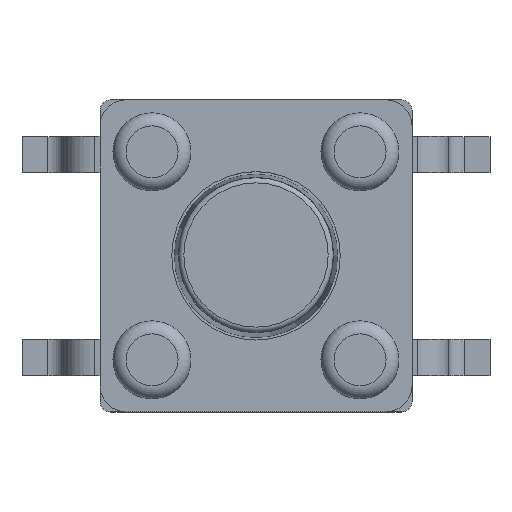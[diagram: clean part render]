
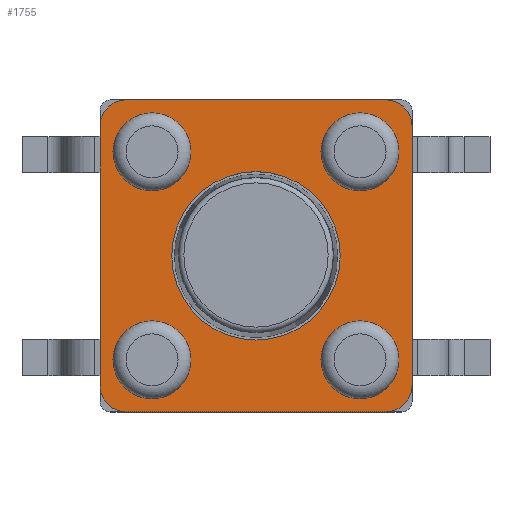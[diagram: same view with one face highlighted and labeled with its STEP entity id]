
A CAD part, top view. The second image highlights one B-rep face of the part: STEP entity #1755.
In plain terms, the highlighted planar face has unit normal (0, 0, 1).
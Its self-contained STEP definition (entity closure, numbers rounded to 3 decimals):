
#35=FACE_BOUND('',#662,.T.);
#36=FACE_BOUND('',#663,.T.);
#37=FACE_BOUND('',#664,.T.);
#38=FACE_BOUND('',#665,.T.);
#39=FACE_BOUND('',#666,.T.);
#130=PLANE('',#1954);
#277=LINE('',#2924,#440);
#283=LINE('',#2954,#446);
#286=LINE('',#2962,#449);
#293=LINE('',#2988,#456);
#440=VECTOR('',#2405,10.);
#446=VECTOR('',#2435,10.);
#449=VECTOR('',#2444,10.);
#456=VECTOR('',#2477,10.);
#554=FACE_OUTER_BOUND('',#661,.T.);
#661=EDGE_LOOP('',(#1641,#1642,#1643,#1644,#1645,#1646,#1647,#1648));
#662=EDGE_LOOP('',(#1649));
#663=EDGE_LOOP('',(#1650));
#664=EDGE_LOOP('',(#1651));
#665=EDGE_LOOP('',(#1652));
#666=EDGE_LOOP('',(#1653));
#732=CIRCLE('',#1923,0.5);
#742=CIRCLE('',#1936,0.5);
#743=CIRCLE('',#1939,0.5);
#744=CIRCLE('',#1942,0.5);
#745=CIRCLE('',#1944,0.75);
#746=CIRCLE('',#1946,0.75);
#747=CIRCLE('',#1948,0.75);
#748=CIRCLE('',#1950,0.75);
#749=CIRCLE('',#1952,1.619);
#890=VERTEX_POINT('',#2911);
#891=VERTEX_POINT('',#2912);
#895=VERTEX_POINT('',#2922);
#906=VERTEX_POINT('',#2948);
#907=VERTEX_POINT('',#2952);
#908=VERTEX_POINT('',#2956);
#909=VERTEX_POINT('',#2960);
#910=VERTEX_POINT('',#2964);
#911=VERTEX_POINT('',#2968);
#912=VERTEX_POINT('',#2972);
#913=VERTEX_POINT('',#2976);
#914=VERTEX_POINT('',#2980);
#915=VERTEX_POINT('',#2984);
#1123=EDGE_CURVE('',#890,#891,#732,.T.);
#1129=EDGE_CURVE('',#890,#895,#277,.T.);
#1141=EDGE_CURVE('',#906,#895,#742,.T.);
#1144=EDGE_CURVE('',#906,#907,#283,.T.);
#1145=EDGE_CURVE('',#908,#907,#743,.T.);
#1148=EDGE_CURVE('',#908,#909,#286,.T.);
#1149=EDGE_CURVE('',#910,#909,#744,.T.);
#1152=EDGE_CURVE('',#911,#911,#745,.T.);
#1154=EDGE_CURVE('',#912,#912,#746,.T.);
#1156=EDGE_CURVE('',#913,#913,#747,.T.);
#1158=EDGE_CURVE('',#914,#914,#748,.T.);
#1159=EDGE_CURVE('',#915,#915,#749,.F.);
#1161=EDGE_CURVE('',#910,#891,#293,.T.);
#1641=ORIENTED_EDGE('',*,*,#1123,.F.);
#1642=ORIENTED_EDGE('',*,*,#1129,.T.);
#1643=ORIENTED_EDGE('',*,*,#1141,.F.);
#1644=ORIENTED_EDGE('',*,*,#1144,.T.);
#1645=ORIENTED_EDGE('',*,*,#1145,.F.);
#1646=ORIENTED_EDGE('',*,*,#1148,.T.);
#1647=ORIENTED_EDGE('',*,*,#1149,.F.);
#1648=ORIENTED_EDGE('',*,*,#1161,.T.);
#1649=ORIENTED_EDGE('',*,*,#1152,.T.);
#1650=ORIENTED_EDGE('',*,*,#1154,.T.);
#1651=ORIENTED_EDGE('',*,*,#1156,.T.);
#1652=ORIENTED_EDGE('',*,*,#1158,.T.);
#1653=ORIENTED_EDGE('',*,*,#1159,.T.);
#1755=ADVANCED_FACE('',(#554,#35,#36,#37,#38,#39),#130,.T.);
#1923=AXIS2_PLACEMENT_3D('',#2913,#2395,#2396);
#1936=AXIS2_PLACEMENT_3D('',#2949,#2429,#2430);
#1939=AXIS2_PLACEMENT_3D('',#2957,#2438,#2439);
#1942=AXIS2_PLACEMENT_3D('',#2965,#2447,#2448);
#1944=AXIS2_PLACEMENT_3D('',#2970,#2453,#2454);
#1946=AXIS2_PLACEMENT_3D('',#2974,#2458,#2459);
#1948=AXIS2_PLACEMENT_3D('',#2978,#2463,#2464);
#1950=AXIS2_PLACEMENT_3D('',#2982,#2468,#2469);
#1952=AXIS2_PLACEMENT_3D('',#2985,#2472,#2473);
#1954=AXIS2_PLACEMENT_3D('',#2989,#2478,#2479);
#2395=DIRECTION('center_axis',(0.,0.,-1.));
#2396=DIRECTION('ref_axis',(-0.707,-0.707,0.));
#2405=DIRECTION('',(1.,0.,0.));
#2429=DIRECTION('center_axis',(0.,0.,-1.));
#2430=DIRECTION('ref_axis',(0.707,-0.707,0.));
#2435=DIRECTION('',(0.,1.,0.));
#2438=DIRECTION('center_axis',(0.,0.,-1.));
#2439=DIRECTION('ref_axis',(0.707,0.707,0.));
#2444=DIRECTION('',(-1.,0.,0.));
#2447=DIRECTION('center_axis',(0.,0.,-1.));
#2448=DIRECTION('ref_axis',(-0.707,0.707,0.));
#2453=DIRECTION('center_axis',(0.,0.,-1.));
#2454=DIRECTION('ref_axis',(-1.,0.,0.));
#2458=DIRECTION('center_axis',(0.,0.,-1.));
#2459=DIRECTION('ref_axis',(-1.,0.,0.));
#2463=DIRECTION('center_axis',(0.,0.,-1.));
#2464=DIRECTION('ref_axis',(-1.,0.,0.));
#2468=DIRECTION('center_axis',(0.,0.,-1.));
#2469=DIRECTION('ref_axis',(-1.,0.,0.));
#2472=DIRECTION('center_axis',(0.,0.,1.));
#2473=DIRECTION('ref_axis',(-1.,0.,0.));
#2477=DIRECTION('',(0.,-1.,0.));
#2478=DIRECTION('center_axis',(0.,0.,1.));
#2479=DIRECTION('ref_axis',(1.,0.,0.));
#2911=CARTESIAN_POINT('',(-2.5,-3.,3.5));
#2912=CARTESIAN_POINT('',(-3.,-2.5,3.5));
#2913=CARTESIAN_POINT('Origin',(-2.5,-2.5,3.5));
#2922=CARTESIAN_POINT('',(2.5,-3.,3.5));
#2924=CARTESIAN_POINT('',(-1.5,-3.,3.5));
#2948=CARTESIAN_POINT('',(3.,-2.5,3.5));
#2949=CARTESIAN_POINT('Origin',(2.5,-2.5,3.5));
#2952=CARTESIAN_POINT('',(3.,2.5,3.5));
#2954=CARTESIAN_POINT('',(3.,-1.5,3.5));
#2956=CARTESIAN_POINT('',(2.5,3.,3.5));
#2957=CARTESIAN_POINT('Origin',(2.5,2.5,3.5));
#2960=CARTESIAN_POINT('',(-2.5,3.,3.5));
#2962=CARTESIAN_POINT('',(1.5,3.,3.5));
#2964=CARTESIAN_POINT('',(-3.,2.5,3.5));
#2965=CARTESIAN_POINT('Origin',(-2.5,2.5,3.5));
#2968=CARTESIAN_POINT('',(2.75,2.,3.5));
#2970=CARTESIAN_POINT('Origin',(2.,2.,3.5));
#2972=CARTESIAN_POINT('',(2.75,-2.,3.5));
#2974=CARTESIAN_POINT('Origin',(2.,-2.,3.5));
#2976=CARTESIAN_POINT('',(-1.25,2.,3.5));
#2978=CARTESIAN_POINT('Origin',(-2.,2.,3.5));
#2980=CARTESIAN_POINT('',(-1.25,-2.,3.5));
#2982=CARTESIAN_POINT('Origin',(-2.,-2.,3.5));
#2984=CARTESIAN_POINT('',(1.619,0.,3.5));
#2985=CARTESIAN_POINT('Origin',(0.,0.,3.5));
#2988=CARTESIAN_POINT('',(-3.,1.5,3.5));
#2989=CARTESIAN_POINT('Origin',(0.,0.,3.5));
